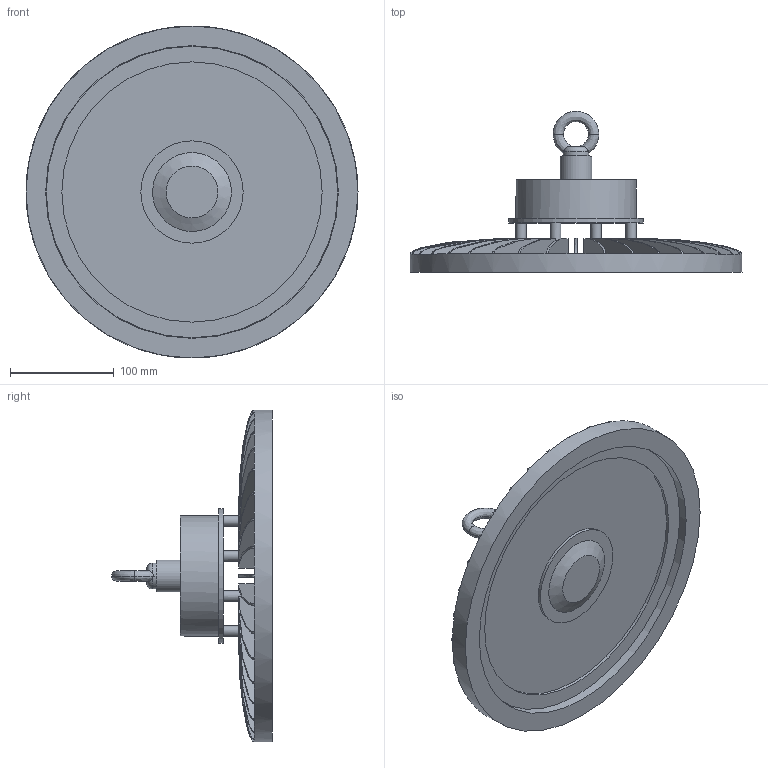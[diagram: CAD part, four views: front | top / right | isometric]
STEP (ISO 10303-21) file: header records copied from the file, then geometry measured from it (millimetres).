
FILE_DESCRIPTION (( 'STEP AP214' ), '1' );
FILE_NAME ('HG_G4_210W.STEP', '2023-06-23T10:46:36', ( '' ), ( '' ), 'SwSTEP 2.0', 'SolidWorks 2020', '' );
FILE_SCHEMA (( 'AUTOMOTIVE_DESIGN' ));
Length unit declared in the file: millimetre
Products named in the file (1): HG_G4_210W
Bounding box: 320 x 155.1 x 320 mm (x, y, z)
Volume: 1341018.3 mm3; surface area: 466980.5 mm2
Topology: 5 solids, 5 shells, 185 faces, 513 edges, 341 vertices
Faces by surface type: plane 124, bspline 40, cylinder 16, torus 4, cone 1
Full cylindrical faces by diameter (mm): 10 x4, 30.5 x1, 68.74 x1, 70 x1, 98.6 x1, 116 x1, 130 x1, 250.846 x1, 281 x1, 282 x1, 320 x1
Entity records: 23489 total; most frequent: CARTESIAN_POINT 17135, ORIENTED_EDGE 976, DIRECTION 714, EDGE_CURVE 488, VERTEX_POINT 331, VECTOR 272, LINE 272, AXIS2_PLACEMENT_3D 221
